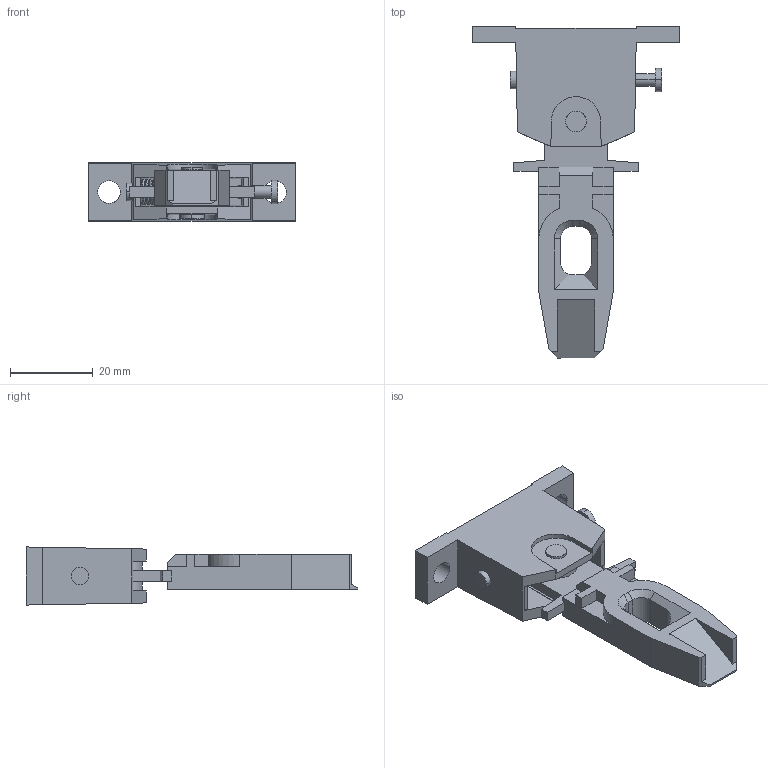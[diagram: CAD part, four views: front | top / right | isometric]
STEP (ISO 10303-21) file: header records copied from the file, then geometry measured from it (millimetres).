
FILE_DESCRIPTION(('OneSpaceDesigner STEP Export'),'2;1');
FILE_NAME('TR110-XAFL.stp','2019-02-20T10:07:17',('SICK AG'),('SICK AG'),'Creo Elements/Direct Modeling STEP processor for AP214 (Solid Model)','Creo Elements/Direct Modeling 18.1B 29-Sep-2012 (C) Parametric Technology GmbH','');
FILE_SCHEMA(('AUTOMOTIVE_DESIGN { 1 0 10303 214 1 1 1 1 }'));
Length unit declared in the file: millimetre
Products named in the file (2): TR110-XAFL
Assembly tree (1 placements, depth 2):
  TR110-XAFL
    TR110-XAFL
Bounding box: 50 x 80 x 14 mm (x, y, z)
Volume: 13415 mm3; surface area: 9827.3 mm2
Topology: 1 solids, 1 shells, 150 faces, 406 edges, 273 vertices
Faces by surface type: plane 108, cylinder 38, cone 2, bspline 2
Entity records: 14151 total; most frequent: CARTESIAN_POINT 9268, ORIENTED_EDGE 812, DIRECTION 679, EDGE_CURVE 406, VECTOR 311, LINE 311, VERTEX_POINT 273, AXIS2_PLACEMENT_3D 184
